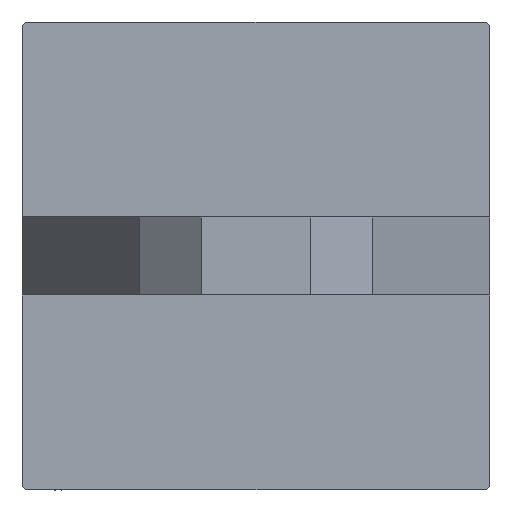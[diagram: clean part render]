
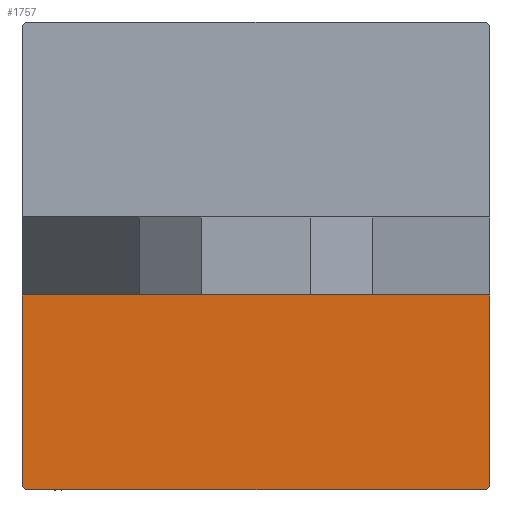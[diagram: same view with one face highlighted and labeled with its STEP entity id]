
A CAD part, left-side view. The second image highlights one B-rep face of the part: STEP entity #1757.
In plain terms, the highlighted planar face has unit normal (-1, 0, 0).
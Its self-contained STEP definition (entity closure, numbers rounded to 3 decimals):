
#845 = ORIENTED_EDGE ( 'NONE', *, *, #19627, .T. ) ;
#1091 = FACE_OUTER_BOUND ( 'NONE', #17098, .T. ) ;
#1757 = ADVANCED_FACE ( 'NONE', ( #1091 ), #15472, .T. ) ;
#1839 = CARTESIAN_POINT ( 'NONE',  ( 0., -30., 29.5 ) ) ;
#3564 = VERTEX_POINT ( 'NONE', #9184 ) ;
#4242 = VECTOR ( 'NONE', #4362, 1000. ) ;
#4362 = DIRECTION ( 'NONE',  ( 0., 0., -1. ) ) ;
#6011 = ORIENTED_EDGE ( 'NONE', *, *, #33200, .T. ) ;
#6164 = VECTOR ( 'NONE', #28357, 1000. ) ;
#6864 = DIRECTION ( 'NONE',  ( 0., -1., 0. ) ) ;
#8401 = DIRECTION ( 'NONE',  ( -1., 0., 0. ) ) ;
#8961 = VECTOR ( 'NONE', #6864, 1000. ) ;
#9184 = CARTESIAN_POINT ( 'NONE',  ( 0., -30., -29.5 ) ) ;
#10017 = LINE ( 'NONE', #30954, #6164 ) ;
#11001 = ORIENTED_EDGE ( 'NONE', *, *, #24054, .T. ) ;
#14095 = LINE ( 'NONE', #28450, #42636 ) ;
#14109 = VERTEX_POINT ( 'NONE', #29285 ) ;
#15435 = LINE ( 'NONE', #40130, #4242 ) ;
#15472 = PLANE ( 'NONE',  #35562 ) ;
#16169 = CARTESIAN_POINT ( 'NONE',  ( 0., -5., 30. ) ) ;
#16277 = CARTESIAN_POINT ( 'NONE',  ( 0., 30., -30. ) ) ;
#16360 = LINE ( 'NONE', #26712, #44269 ) ;
#17098 = EDGE_LOOP ( 'NONE', ( #33743, #43600, #11001, #6011, #23867, #845 ) ) ;
#17136 = EDGE_CURVE ( 'NONE', #24268, #40278, #15435, .T. ) ;
#19627 = EDGE_CURVE ( 'NONE', #43194, #14109, #14095, .T. ) ;
#22294 = CARTESIAN_POINT ( 'NONE',  ( 0., 0., 0. ) ) ;
#22757 = DIRECTION ( 'NONE',  ( 0., 0., 1. ) ) ;
#23867 = ORIENTED_EDGE ( 'NONE', *, *, #27180, .F. ) ;
#24054 = EDGE_CURVE ( 'NONE', #40278, #32793, #40966, .T. ) ;
#24268 = VERTEX_POINT ( 'NONE', #16169 ) ;
#26382 = EDGE_CURVE ( 'NONE', #24268, #14109, #38852, .T. ) ;
#26712 = CARTESIAN_POINT ( 'NONE',  ( 0., -30., 30. ) ) ;
#27178 = DIRECTION ( 'NONE',  ( 0., 0., -1. ) ) ;
#27180 = EDGE_CURVE ( 'NONE', #43194, #3564, #16360, .T. ) ;
#27762 = DIRECTION ( 'NONE',  ( 0., 0.707, 0.707 ) ) ;
#28357 = DIRECTION ( 'NONE',  ( 0., -0.707, 0.707 ) ) ;
#28450 = CARTESIAN_POINT ( 'NONE',  ( 0., -29.75, 29.75 ) ) ;
#29131 = VECTOR ( 'NONE', #44720, 1000. ) ;
#29285 = CARTESIAN_POINT ( 'NONE',  ( 0., -29.5, 30. ) ) ;
#30954 = CARTESIAN_POINT ( 'NONE',  ( 0., -29.75, -29.75 ) ) ;
#32252 = CARTESIAN_POINT ( 'NONE',  ( 0., 30., 30. ) ) ;
#32793 = VERTEX_POINT ( 'NONE', #33890 ) ;
#33200 = EDGE_CURVE ( 'NONE', #32793, #3564, #10017, .T. ) ;
#33743 = ORIENTED_EDGE ( 'NONE', *, *, #26382, .F. ) ;
#33890 = CARTESIAN_POINT ( 'NONE',  ( 0., -29.5, -30. ) ) ;
#35562 = AXIS2_PLACEMENT_3D ( 'NONE', #22294, #8401, #22757 ) ;
#38852 = LINE ( 'NONE', #32252, #8961 ) ;
#40130 = CARTESIAN_POINT ( 'NONE',  ( 0., -5., 30. ) ) ;
#40278 = VERTEX_POINT ( 'NONE', #41276 ) ;
#40966 = LINE ( 'NONE', #16277, #29131 ) ;
#41276 = CARTESIAN_POINT ( 'NONE',  ( 0., -5., -30. ) ) ;
#42636 = VECTOR ( 'NONE', #27762, 1000. ) ;
#43194 = VERTEX_POINT ( 'NONE', #1839 ) ;
#43600 = ORIENTED_EDGE ( 'NONE', *, *, #17136, .T. ) ;
#44269 = VECTOR ( 'NONE', #27178, 1000. ) ;
#44720 = DIRECTION ( 'NONE',  ( 0., -1., 0. ) ) ;
